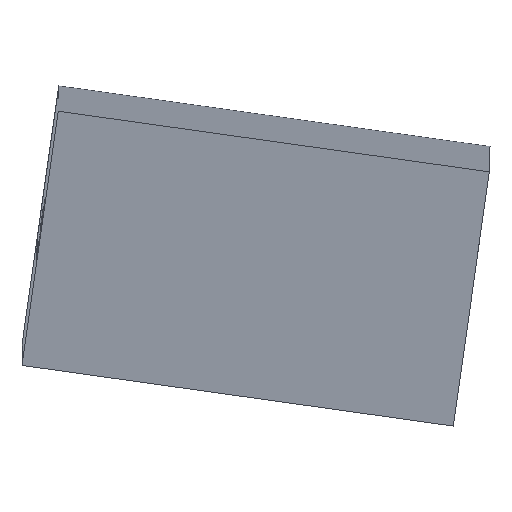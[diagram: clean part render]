
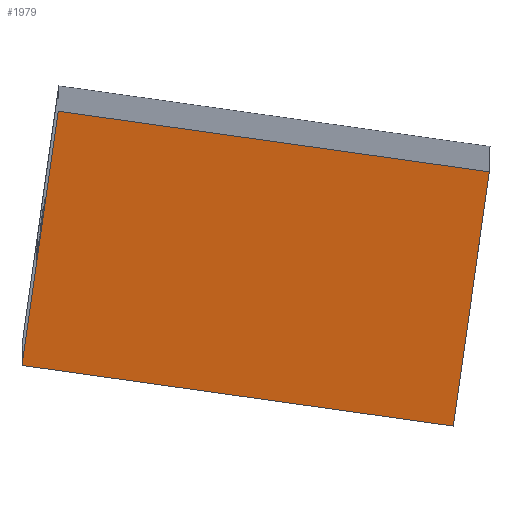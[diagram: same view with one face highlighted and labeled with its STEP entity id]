
A CAD part, left-side view. The second image highlights one B-rep face of the part: STEP entity #1979.
In plain terms, the highlighted face is planar.
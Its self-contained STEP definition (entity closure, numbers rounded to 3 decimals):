
#260 = DIRECTION ( 'NONE',  ( 0., -1., 0. ) ) ;
#556 = DIRECTION ( 'NONE',  ( 0., -1., 0. ) ) ;
#933 = EDGE_CURVE ( 'NONE', #5972, #10015, #3523, .T. ) ;
#1410 = DIRECTION ( 'NONE',  ( -1., 0., 0. ) ) ;
#1937 = ORIENTED_EDGE ( 'NONE', *, *, #933, .F. ) ;
#1979 = ADVANCED_FACE ( 'NONE', ( #7209 ), #3755, .F. ) ;
#2637 = CARTESIAN_POINT ( 'NONE',  ( 43.978, 0., 35. ) ) ;
#3057 = CARTESIAN_POINT ( 'NONE',  ( 43.978, 150., 35. ) ) ;
#3117 = LINE ( 'NONE', #4204, #4243 ) ;
#3523 = LINE ( 'NONE', #3057, #9091 ) ;
#3570 = EDGE_CURVE ( 'NONE', #8971, #10015, #3117, .T. ) ;
#3755 = PLANE ( 'NONE',  #4198 ) ;
#3849 = DIRECTION ( 'NONE',  ( 0., 0., -1. ) ) ;
#3959 = ORIENTED_EDGE ( 'NONE', *, *, #7283, .T. ) ;
#4198 = AXIS2_PLACEMENT_3D ( 'NONE', #7686, #3849, #1410 ) ;
#4204 = CARTESIAN_POINT ( 'NONE',  ( -45.162, 0., 35. ) ) ;
#4243 = VECTOR ( 'NONE', #5008, 1000. ) ;
#5008 = DIRECTION ( 'NONE',  ( 1., 0., 0. ) ) ;
#5170 = VECTOR ( 'NONE', #260, 1000. ) ;
#5972 = VERTEX_POINT ( 'NONE', #7190 ) ;
#6152 = LINE ( 'NONE', #6452, #10106 ) ;
#6168 = ORIENTED_EDGE ( 'NONE', *, *, #7600, .F. ) ;
#6452 = CARTESIAN_POINT ( 'NONE',  ( -45.162, 150., 35. ) ) ;
#6667 = CARTESIAN_POINT ( 'NONE',  ( -45.162, 0., 35. ) ) ;
#6692 = DIRECTION ( 'NONE',  ( 1., 0., 0. ) ) ;
#6746 = CARTESIAN_POINT ( 'NONE',  ( -45.162, 150., 35. ) ) ;
#6982 = EDGE_LOOP ( 'NONE', ( #9160, #1937, #6168, #3959 ) ) ;
#7190 = CARTESIAN_POINT ( 'NONE',  ( 43.978, 150., 35. ) ) ;
#7209 = FACE_OUTER_BOUND ( 'NONE', #6982, .T. ) ;
#7283 = EDGE_CURVE ( 'NONE', #10158, #8971, #7287, .T. ) ;
#7287 = LINE ( 'NONE', #8249, #5170 ) ;
#7600 = EDGE_CURVE ( 'NONE', #10158, #5972, #6152, .T. ) ;
#7686 = CARTESIAN_POINT ( 'NONE',  ( -45.162, 150., 35. ) ) ;
#8249 = CARTESIAN_POINT ( 'NONE',  ( -45.162, 150., 35. ) ) ;
#8971 = VERTEX_POINT ( 'NONE', #6667 ) ;
#9091 = VECTOR ( 'NONE', #556, 1000. ) ;
#9160 = ORIENTED_EDGE ( 'NONE', *, *, #3570, .T. ) ;
#10015 = VERTEX_POINT ( 'NONE', #2637 ) ;
#10106 = VECTOR ( 'NONE', #6692, 1000. ) ;
#10158 = VERTEX_POINT ( 'NONE', #6746 ) ;
